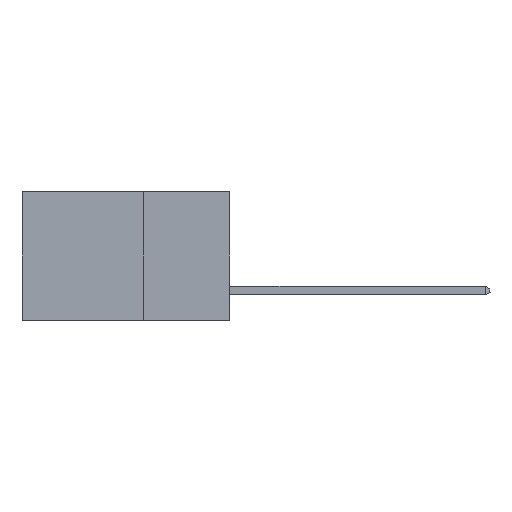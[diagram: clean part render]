
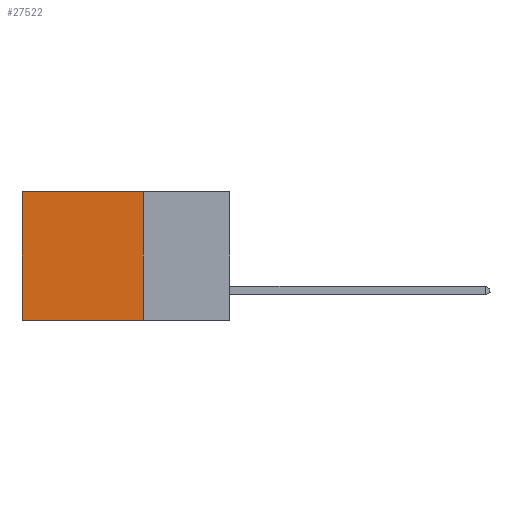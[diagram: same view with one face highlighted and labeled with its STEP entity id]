
A CAD part, left-side view. The second image highlights one B-rep face of the part: STEP entity #27522.
In plain terms, the highlighted planar face has unit normal (-1, 0, 0).
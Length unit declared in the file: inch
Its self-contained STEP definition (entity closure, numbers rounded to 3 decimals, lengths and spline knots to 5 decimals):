
#260 = VECTOR ( 'NONE', #828, 39.37008 ) ;
#566 = ORIENTED_EDGE ( 'NONE', *, *, #17447, .T. ) ;
#828 = DIRECTION ( 'NONE',  ( 0., 1., 0. ) ) ;
#1181 = VECTOR ( 'NONE', #27802, 39.37008 ) ;
#2498 = ORIENTED_EDGE ( 'NONE', *, *, #9858, .F. ) ;
#2791 = EDGE_LOOP ( 'NONE', ( #566, #2498, #15270, #13598 ) ) ;
#4697 = CARTESIAN_POINT ( 'NONE',  ( 0.298, 0.6, 0. ) ) ;
#5212 = LINE ( 'NONE', #27729, #19116 ) ;
#5963 = CARTESIAN_POINT ( 'NONE',  ( 0.298, 0.25, -0.37 ) ) ;
#6072 = DIRECTION ( 'NONE',  ( 0., 1., 0. ) ) ;
#7717 = FACE_OUTER_BOUND ( 'NONE', #2791, .T. ) ;
#8405 = PLANE ( 'NONE',  #13271 ) ;
#8857 = VERTEX_POINT ( 'NONE', #25806 ) ;
#9858 = EDGE_CURVE ( 'NONE', #21039, #8857, #21197, .T. ) ;
#10022 = VERTEX_POINT ( 'NONE', #27746 ) ;
#10232 = CARTESIAN_POINT ( 'NONE',  ( 0.298, 0.25, 0. ) ) ;
#11026 = CARTESIAN_POINT ( 'NONE',  ( 0.298, 0.25, 0. ) ) ;
#13271 = AXIS2_PLACEMENT_3D ( 'NONE', #11026, #24988, #30077 ) ;
#13598 = ORIENTED_EDGE ( 'NONE', *, *, #18934, .T. ) ;
#15270 = ORIENTED_EDGE ( 'NONE', *, *, #19704, .F. ) ;
#15969 = VECTOR ( 'NONE', #6072, 39.37008 ) ;
#17447 = EDGE_CURVE ( 'NONE', #21056, #8857, #5212, .T. ) ;
#18934 = EDGE_CURVE ( 'NONE', #10022, #21056, #26876, .T. ) ;
#19042 = CARTESIAN_POINT ( 'NONE',  ( 0.298, 0.25, -0.37 ) ) ;
#19116 = VECTOR ( 'NONE', #30326, 39.37008 ) ;
#19704 = EDGE_CURVE ( 'NONE', #10022, #21039, #25177, .T. ) ;
#21039 = VERTEX_POINT ( 'NONE', #19042 ) ;
#21056 = VERTEX_POINT ( 'NONE', #4697 ) ;
#21197 = LINE ( 'NONE', #5963, #15969 ) ;
#24988 = DIRECTION ( 'NONE',  ( 1., 0., 0. ) ) ;
#25177 = LINE ( 'NONE', #27694, #1181 ) ;
#25806 = CARTESIAN_POINT ( 'NONE',  ( 0.298, 0.6, -0.37 ) ) ;
#26876 = LINE ( 'NONE', #10232, #260 ) ;
#27522 = ADVANCED_FACE ( 'NONE', ( #7717 ), #8405, .F. ) ;
#27694 = CARTESIAN_POINT ( 'NONE',  ( 0.298, 0.25, 0. ) ) ;
#27729 = CARTESIAN_POINT ( 'NONE',  ( 0.298, 0.6, 0. ) ) ;
#27746 = CARTESIAN_POINT ( 'NONE',  ( 0.298, 0.25, 0. ) ) ;
#27802 = DIRECTION ( 'NONE',  ( 0., 0., -1. ) ) ;
#30077 = DIRECTION ( 'NONE',  ( 0., 0., -1. ) ) ;
#30326 = DIRECTION ( 'NONE',  ( 0., 0., -1. ) ) ;
